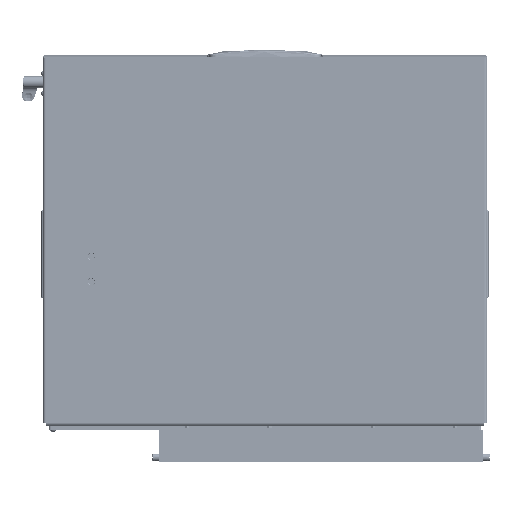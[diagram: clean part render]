
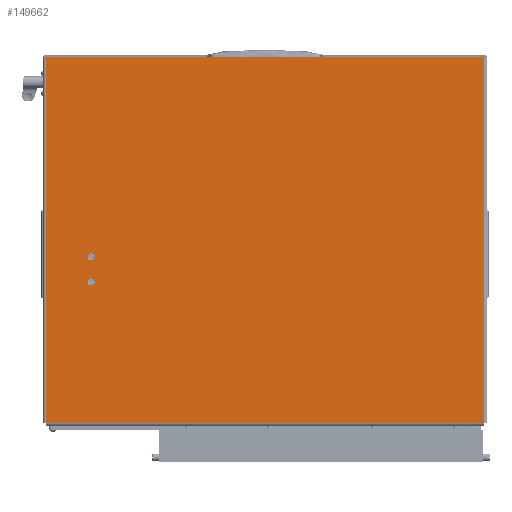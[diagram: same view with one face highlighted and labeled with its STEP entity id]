
A CAD part, front view. The second image highlights one B-rep face of the part: STEP entity #149662.
In plain terms, the highlighted face is planar.
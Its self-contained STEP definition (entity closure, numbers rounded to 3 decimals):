
#828 = CARTESIAN_POINT ( 'NONE',  ( 506., 608., 0. ) ) ;
#2276 = AXIS2_PLACEMENT_3D ( 'NONE', #117700, #143147, #65936 ) ;
#2891 = FACE_OUTER_BOUND ( 'NONE', #58273, .T. ) ;
#3163 = CARTESIAN_POINT ( 'NONE',  ( 506., 608., 0. ) ) ;
#3497 = DIRECTION ( 'NONE',  ( -1., 0., 0. ) ) ;
#3842 = CARTESIAN_POINT ( 'NONE',  ( 0., 610., 0. ) ) ;
#4853 = VECTOR ( 'NONE', #121950, 1000. ) ;
#5355 = CARTESIAN_POINT ( 'NONE',  ( -2., -2., 0. ) ) ;
#8017 = EDGE_CURVE ( 'NONE', #27945, #14273, #101400, .T. ) ;
#8666 = VERTEX_POINT ( 'NONE', #58998 ) ;
#8859 = FACE_BOUND ( 'NONE', #71084, .T. ) ;
#9808 = DIRECTION ( 'NONE',  ( 0., 1., 0. ) ) ;
#11445 = ORIENTED_EDGE ( 'NONE', *, *, #149975, .F. ) ;
#14273 = VERTEX_POINT ( 'NONE', #53899 ) ;
#15568 = LINE ( 'NONE', #86999, #88150 ) ;
#15840 = ORIENTED_EDGE ( 'NONE', *, *, #160011, .T. ) ;
#16816 = CARTESIAN_POINT ( 'NONE',  ( -2., 610., 0. ) ) ;
#17155 = VERTEX_POINT ( 'NONE', #5355 ) ;
#17764 = EDGE_CURVE ( 'NONE', #26021, #8666, #113242, .T. ) ;
#20388 = VECTOR ( 'NONE', #31629, 1000. ) ;
#21121 = CARTESIAN_POINT ( 'NONE',  ( 0., 608., 0. ) ) ;
#21180 = CARTESIAN_POINT ( 'NONE',  ( 304.8, 545., 0. ) ) ;
#25247 = DIRECTION ( 'NONE',  ( -1., 0., 0. ) ) ;
#26021 = VERTEX_POINT ( 'NONE', #3163 ) ;
#27945 = VERTEX_POINT ( 'NONE', #66371 ) ;
#31234 = EDGE_CURVE ( 'NONE', #134363, #17155, #127063, .T. ) ;
#31629 = DIRECTION ( 'NONE',  ( -1., 0., 0. ) ) ;
#34766 = VERTEX_POINT ( 'NONE', #72048 ) ;
#35330 = VERTEX_POINT ( 'NONE', #16816 ) ;
#38347 = DIRECTION ( 'NONE',  ( 1., 0., 0. ) ) ;
#39214 = VECTOR ( 'NONE', #41632, 1000. ) ;
#40803 = CIRCLE ( 'NONE', #43840, 5.2 ) ;
#41632 = DIRECTION ( 'NONE',  ( 0., 1., 0. ) ) ;
#43840 = AXIS2_PLACEMENT_3D ( 'NONE', #152355, #72863, #86347 ) ;
#44501 = ORIENTED_EDGE ( 'NONE', *, *, #85762, .F. ) ;
#47325 = LINE ( 'NONE', #105762, #39214 ) ;
#47797 = ORIENTED_EDGE ( 'NONE', *, *, #64335, .F. ) ;
#48241 = VERTEX_POINT ( 'NONE', #152833 ) ;
#50346 = CARTESIAN_POINT ( 'NONE',  ( 310., 545., 0. ) ) ;
#52372 = ORIENTED_EDGE ( 'NONE', *, *, #31234, .T. ) ;
#53003 = ORIENTED_EDGE ( 'NONE', *, *, #74696, .T. ) ;
#53709 = CARTESIAN_POINT ( 'NONE',  ( 0., -2., 0. ) ) ;
#53899 = CARTESIAN_POINT ( 'NONE',  ( 280.2, 545., 0. ) ) ;
#58273 = EDGE_LOOP ( 'NONE', ( #11445, #52372, #15840, #135909, #117331, #134452, #53003, #47797 ) ) ;
#58998 = CARTESIAN_POINT ( 'NONE',  ( 0., 608., 0. ) ) ;
#59281 = CIRCLE ( 'NONE', #143196, 5.2 ) ;
#61821 = LINE ( 'NONE', #828, #71761 ) ;
#62586 = VECTOR ( 'NONE', #38347, 1000. ) ;
#63880 = CARTESIAN_POINT ( 'NONE',  ( 0., -2., 0. ) ) ;
#64335 = EDGE_CURVE ( 'NONE', #48241, #34766, #74688, .T. ) ;
#65936 = DIRECTION ( 'NONE',  ( -1., 0., 0. ) ) ;
#66371 = CARTESIAN_POINT ( 'NONE',  ( 269.8, 545., 0. ) ) ;
#71084 = EDGE_LOOP ( 'NONE', ( #44501, #156687 ) ) ;
#71761 = VECTOR ( 'NONE', #129915, 1000. ) ;
#72048 = CARTESIAN_POINT ( 'NONE',  ( 506., 0., 0. ) ) ;
#72863 = DIRECTION ( 'NONE',  ( 0., 0., -1. ) ) ;
#73437 = LINE ( 'NONE', #82478, #4853 ) ;
#74688 = LINE ( 'NONE', #90680, #62586 ) ;
#74696 = EDGE_CURVE ( 'NONE', #26021, #34766, #61821, .T. ) ;
#75207 = VECTOR ( 'NONE', #104423, 1000. ) ;
#78462 = CARTESIAN_POINT ( 'NONE',  ( 315.2, 545., 0. ) ) ;
#82478 = CARTESIAN_POINT ( 'NONE',  ( 0., 610., 0. ) ) ;
#84082 = EDGE_CURVE ( 'NONE', #14273, #27945, #40803, .T. ) ;
#85762 = EDGE_CURVE ( 'NONE', #148311, #147415, #165398, .T. ) ;
#86347 = DIRECTION ( 'NONE',  ( -1., 0., 0. ) ) ;
#86999 = CARTESIAN_POINT ( 'NONE',  ( 0., -4., 0. ) ) ;
#88150 = VECTOR ( 'NONE', #9808, 1000. ) ;
#89670 = DIRECTION ( 'NONE',  ( 0., 0., -1. ) ) ;
#90115 = ORIENTED_EDGE ( 'NONE', *, *, #8017, .F. ) ;
#90680 = CARTESIAN_POINT ( 'NONE',  ( 0., 0., 0. ) ) ;
#92059 = CARTESIAN_POINT ( 'NONE',  ( 0., -4., 0. ) ) ;
#97620 = FACE_BOUND ( 'NONE', #123389, .T. ) ;
#100442 = VERTEX_POINT ( 'NONE', #3842 ) ;
#101400 = CIRCLE ( 'NONE', #2276, 5.2 ) ;
#101518 = DIRECTION ( 'NONE',  ( -1., 0., 0. ) ) ;
#104423 = DIRECTION ( 'NONE',  ( 0., 1., 0. ) ) ;
#105762 = CARTESIAN_POINT ( 'NONE',  ( -2., -4., 0. ) ) ;
#111325 = PLANE ( 'NONE',  #131320 ) ;
#113242 = LINE ( 'NONE', #120719, #20388 ) ;
#116551 = EDGE_CURVE ( 'NONE', #8666, #100442, #15568, .T. ) ;
#117331 = ORIENTED_EDGE ( 'NONE', *, *, #116551, .F. ) ;
#117700 = CARTESIAN_POINT ( 'NONE',  ( 275., 545., 0. ) ) ;
#120719 = CARTESIAN_POINT ( 'NONE',  ( 0., 608., 0. ) ) ;
#121950 = DIRECTION ( 'NONE',  ( 1., 0., 0. ) ) ;
#122127 = DIRECTION ( 'NONE',  ( 0., 0., -1. ) ) ;
#123389 = EDGE_LOOP ( 'NONE', ( #90115, #140973 ) ) ;
#124366 = DIRECTION ( 'NONE',  ( -1., 0., 0. ) ) ;
#125701 = LINE ( 'NONE', #92059, #75207 ) ;
#126333 = AXIS2_PLACEMENT_3D ( 'NONE', #50346, #89670, #101518 ) ;
#127063 = LINE ( 'NONE', #53709, #163378 ) ;
#127371 = DIRECTION ( 'NONE',  ( 0., 0., -1. ) ) ;
#128455 = CARTESIAN_POINT ( 'NONE',  ( 310., 545., 0. ) ) ;
#129424 = EDGE_CURVE ( 'NONE', #147415, #148311, #59281, .T. ) ;
#129915 = DIRECTION ( 'NONE',  ( 0., -1., 0. ) ) ;
#131320 = AXIS2_PLACEMENT_3D ( 'NONE', #21121, #122127, #124366 ) ;
#134363 = VERTEX_POINT ( 'NONE', #63880 ) ;
#134452 = ORIENTED_EDGE ( 'NONE', *, *, #17764, .F. ) ;
#135909 = ORIENTED_EDGE ( 'NONE', *, *, #137377, .T. ) ;
#137377 = EDGE_CURVE ( 'NONE', #35330, #100442, #73437, .T. ) ;
#140973 = ORIENTED_EDGE ( 'NONE', *, *, #84082, .F. ) ;
#143147 = DIRECTION ( 'NONE',  ( 0., 0., -1. ) ) ;
#143196 = AXIS2_PLACEMENT_3D ( 'NONE', #128455, #127371, #25247 ) ;
#147415 = VERTEX_POINT ( 'NONE', #78462 ) ;
#148311 = VERTEX_POINT ( 'NONE', #21180 ) ;
#149662 = ADVANCED_FACE ( 'NONE', ( #97620, #8859, #2891 ), #111325, .T. ) ;
#149975 = EDGE_CURVE ( 'NONE', #134363, #48241, #125701, .T. ) ;
#152355 = CARTESIAN_POINT ( 'NONE',  ( 275., 545., 0. ) ) ;
#152833 = CARTESIAN_POINT ( 'NONE',  ( 0., 0., 0. ) ) ;
#156687 = ORIENTED_EDGE ( 'NONE', *, *, #129424, .F. ) ;
#160011 = EDGE_CURVE ( 'NONE', #17155, #35330, #47325, .T. ) ;
#163378 = VECTOR ( 'NONE', #3497, 1000. ) ;
#165398 = CIRCLE ( 'NONE', #126333, 5.2 ) ;
